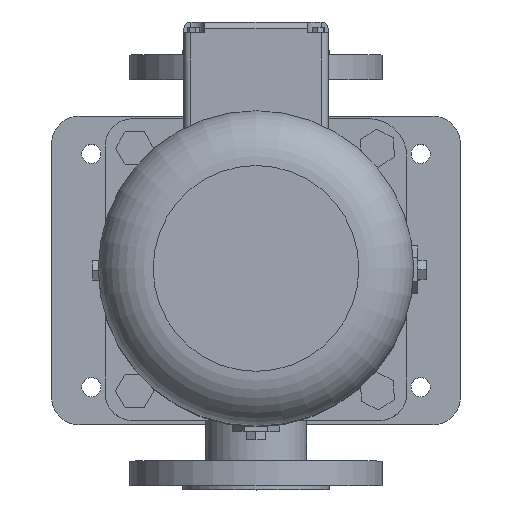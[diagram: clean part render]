
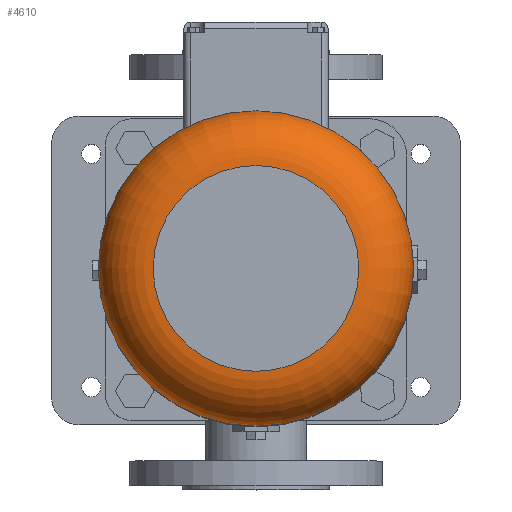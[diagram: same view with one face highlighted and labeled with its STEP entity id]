
A CAD part, top view. The second image highlights one B-rep face of the part: STEP entity #4610.
In plain terms, the highlighted toroidal (fillet/blend) face has major radius 75 mm and minor radius 40 mm.
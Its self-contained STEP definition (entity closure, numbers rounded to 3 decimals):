
#4610=ADVANCED_FACE('',(#8674,#8676),#8678,.T.);
#8674=FACE_OUTER_BOUND('',#8675,.T.);
#8675=EDGE_LOOP('',(#11508));
#8676=FACE_OUTER_BOUND('',#8677,.T.);
#8677=EDGE_LOOP('',(#11509));
#8678=TOROIDAL_SURFACE('',#8679,75.,40.);
#8679=AXIS2_PLACEMENT_3D('',#8680,#8681,#8682);
#8680=CARTESIAN_POINT('',(0.,0.,890.));
#8681=DIRECTION('',(0.,0.,-1.));
#8682=DIRECTION('',(0.,1.,0.));
#11508=ORIENTED_EDGE('',*,*,#12904,.F.);
#11509=ORIENTED_EDGE('',*,*,#12988,.T.);
#12904=EDGE_CURVE('',#15285,#15285,#15286,.T.);
#12988=EDGE_CURVE('',#15404,#15404,#15405,.T.);
#15285=VERTEX_POINT('',#22712);
#15286=CIRCLE('',#22713,115.);
#15404=VERTEX_POINT('',#23165);
#15405=CIRCLE('',#23166,75.);
#22712=CARTESIAN_POINT('',(0.,115.,890.));
#22713=AXIS2_PLACEMENT_3D('',#22714,#22715,#22716);
#22714=CARTESIAN_POINT('',(0.,0.,890.));
#22715=DIRECTION('',(0.,0.,-1.));
#22716=DIRECTION('',(0.,1.,0.));
#23165=CARTESIAN_POINT('',(0.,75.,930.));
#23166=AXIS2_PLACEMENT_3D('',#23167,#23168,#23169);
#23167=CARTESIAN_POINT('',(0.,0.,930.));
#23168=DIRECTION('',(0.,0.,-1.));
#23169=DIRECTION('',(0.,1.,0.));
